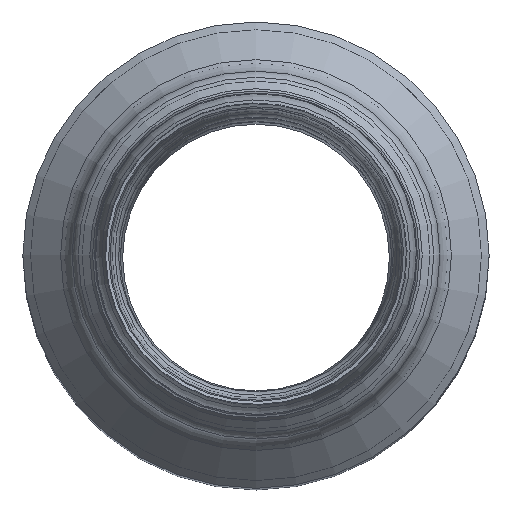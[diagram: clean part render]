
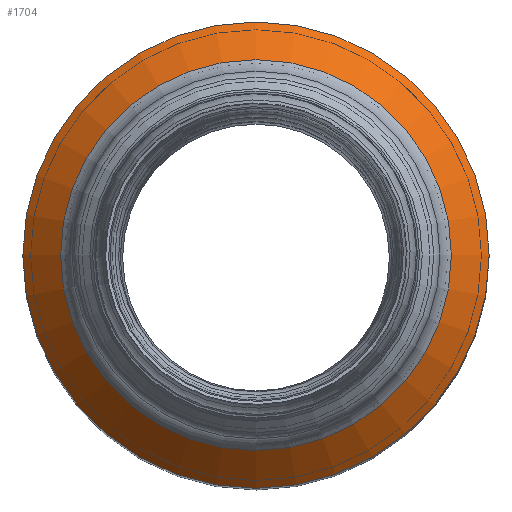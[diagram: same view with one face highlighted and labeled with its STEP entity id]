
A CAD part, top view. The second image highlights one B-rep face of the part: STEP entity #1704.
In plain terms, the highlighted conical face has half-angle 45 degrees and reference radius 773.435 mm.
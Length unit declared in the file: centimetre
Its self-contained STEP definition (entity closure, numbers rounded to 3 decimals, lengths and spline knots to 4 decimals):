
#112=CONICAL_SURFACE('',#2003,77.3435,0.785);
#238=FACE_OUTER_BOUND('',#358,.T.);
#358=EDGE_LOOP('',(#1160,#1161,#1162,#1163,#1164));
#493=CIRCLE('',#2001,70.537);
#494=CIRCLE('',#2002,70.537);
#495=CIRCLE('',#2004,84.15);
#639=VERTEX_POINT('',#3088);
#640=VERTEX_POINT('',#3090);
#641=VERTEX_POINT('',#3094);
#837=EDGE_CURVE('',#639,#640,#493,.T.);
#838=EDGE_CURVE('',#640,#639,#494,.T.);
#839=EDGE_CURVE('',#641,#641,#495,.T.);
#840=EDGE_CURVE('',#641,#640,#1827,.T.);
#1160=ORIENTED_EDGE('',*,*,#839,.T.);
#1161=ORIENTED_EDGE('',*,*,#840,.T.);
#1162=ORIENTED_EDGE('',*,*,#837,.F.);
#1163=ORIENTED_EDGE('',*,*,#838,.F.);
#1164=ORIENTED_EDGE('',*,*,#840,.F.);
#1704=ADVANCED_FACE('',(#238),#112,.T.);
#1827=LINE('',#3096,#1895);
#1895=VECTOR('',#2391,77.3435);
#2001=AXIS2_PLACEMENT_3D('',#3091,#2383,#2384);
#2002=AXIS2_PLACEMENT_3D('',#3092,#2385,#2386);
#2003=AXIS2_PLACEMENT_3D('',#3093,#2387,#2388);
#2004=AXIS2_PLACEMENT_3D('',#3095,#2389,#2390);
#2383=DIRECTION('center_axis',(0.,0.,1.));
#2384=DIRECTION('ref_axis',(1.,0.,0.));
#2385=DIRECTION('center_axis',(0.,0.,1.));
#2386=DIRECTION('ref_axis',(1.,0.,0.));
#2387=DIRECTION('center_axis',(0.,0.,-1.));
#2388=DIRECTION('ref_axis',(1.,0.,0.));
#2389=DIRECTION('center_axis',(0.,0.,1.));
#2390=DIRECTION('ref_axis',(1.,0.,0.));
#2391=DIRECTION('',(0.707,0.,0.707));
#3088=CARTESIAN_POINT('',(0.,70.537,513.613));
#3090=CARTESIAN_POINT('',(-70.537,0.,513.613));
#3091=CARTESIAN_POINT('Origin',(0.,0.,
513.613));
#3092=CARTESIAN_POINT('Origin',(0.,0.,
513.613));
#3093=CARTESIAN_POINT('Origin',(0.,0.,
506.8065));
#3094=CARTESIAN_POINT('',(-84.15,0.,500.));
#3095=CARTESIAN_POINT('Origin',(0.,0.,
500.));
#3096=CARTESIAN_POINT('',(-77.3435,0.,506.8065));
